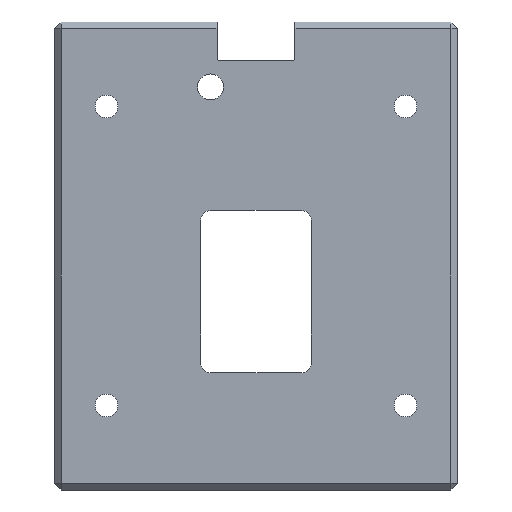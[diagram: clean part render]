
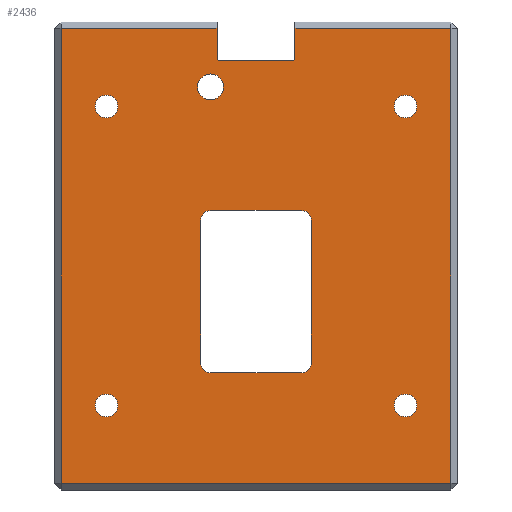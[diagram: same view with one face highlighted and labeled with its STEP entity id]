
A CAD part, top view. The second image highlights one B-rep face of the part: STEP entity #2436.
In plain terms, the highlighted planar face has unit normal (0, 0, 1).
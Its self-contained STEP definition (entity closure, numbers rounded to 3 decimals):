
#46=FACE_BOUND('',#253,.T.);
#47=FACE_BOUND('',#254,.T.);
#48=FACE_BOUND('',#255,.T.);
#49=FACE_BOUND('',#256,.T.);
#50=FACE_BOUND('',#257,.T.);
#51=FACE_BOUND('',#258,.T.);
#68=CIRCLE('',#2592,0.5);
#69=CIRCLE('',#2593,0.5);
#70=CIRCLE('',#2594,1.75);
#71=CIRCLE('',#2595,1.75);
#72=CIRCLE('',#2596,1.5);
#73=CIRCLE('',#2597,1.5);
#74=CIRCLE('',#2598,1.5);
#75=CIRCLE('',#2599,1.5);
#76=CIRCLE('',#2600,2.);
#77=CIRCLE('',#2601,2.);
#78=CIRCLE('',#2602,1.75);
#79=CIRCLE('',#2603,1.75);
#80=CIRCLE('',#2604,1.75);
#81=CIRCLE('',#2605,1.75);
#82=CIRCLE('',#2606,1.75);
#83=CIRCLE('',#2607,1.75);
#117=FACE_OUTER_BOUND('',#252,.T.);
#252=EDGE_LOOP('',(#1613,#1614,#1615,#1616,#1617,#1618,#1619,#1620,#1621,
#1622));
#253=EDGE_LOOP('',(#1623,#1624));
#254=EDGE_LOOP('',(#1625,#1626,#1627,#1628,#1629,#1630,#1631,#1632));
#255=EDGE_LOOP('',(#1633,#1634));
#256=EDGE_LOOP('',(#1635,#1636));
#257=EDGE_LOOP('',(#1637,#1638));
#258=EDGE_LOOP('',(#1639,#1640));
#408=LINE('',#3472,#711);
#416=LINE('',#3488,#719);
#417=LINE('',#3490,#720);
#418=LINE('',#3492,#721);
#419=LINE('',#3494,#722);
#420=LINE('',#3496,#723);
#421=LINE('',#3498,#724);
#422=LINE('',#3502,#725);
#423=LINE('',#3512,#726);
#424=LINE('',#3516,#727);
#425=LINE('',#3520,#728);
#426=LINE('',#3523,#729);
#711=VECTOR('',#2785,1.);
#719=VECTOR('',#2795,1.);
#720=VECTOR('',#2796,1.);
#721=VECTOR('',#2797,1.);
#722=VECTOR('',#2798,1.);
#723=VECTOR('',#2799,1.);
#724=VECTOR('',#2800,1.);
#725=VECTOR('',#2803,1.);
#726=VECTOR('',#2812,1.);
#727=VECTOR('',#2815,1.);
#728=VECTOR('',#2818,1.);
#729=VECTOR('',#2821,1.);
#1014=VERTEX_POINT('',#3470);
#1015=VERTEX_POINT('',#3471);
#1022=VERTEX_POINT('',#3487);
#1023=VERTEX_POINT('',#3489);
#1024=VERTEX_POINT('',#3491);
#1025=VERTEX_POINT('',#3493);
#1026=VERTEX_POINT('',#3495);
#1027=VERTEX_POINT('',#3497);
#1028=VERTEX_POINT('',#3499);
#1029=VERTEX_POINT('',#3501);
#1030=VERTEX_POINT('',#3504);
#1031=VERTEX_POINT('',#3505);
#1032=VERTEX_POINT('',#3508);
#1033=VERTEX_POINT('',#3509);
#1034=VERTEX_POINT('',#3511);
#1035=VERTEX_POINT('',#3513);
#1036=VERTEX_POINT('',#3515);
#1037=VERTEX_POINT('',#3517);
#1038=VERTEX_POINT('',#3519);
#1039=VERTEX_POINT('',#3521);
#1040=VERTEX_POINT('',#3524);
#1041=VERTEX_POINT('',#3525);
#1042=VERTEX_POINT('',#3528);
#1043=VERTEX_POINT('',#3529);
#1044=VERTEX_POINT('',#3532);
#1045=VERTEX_POINT('',#3533);
#1046=VERTEX_POINT('',#3536);
#1047=VERTEX_POINT('',#3537);
#1246=EDGE_CURVE('',#1014,#1015,#408,.T.);
#1254=EDGE_CURVE('',#1022,#1015,#416,.T.);
#1255=EDGE_CURVE('',#1023,#1022,#417,.T.);
#1256=EDGE_CURVE('',#1023,#1024,#418,.T.);
#1257=EDGE_CURVE('',#1024,#1025,#419,.T.);
#1258=EDGE_CURVE('',#1026,#1025,#420,.T.);
#1259=EDGE_CURVE('',#1027,#1026,#421,.T.);
#1260=EDGE_CURVE('',#1027,#1028,#68,.T.);
#1261=EDGE_CURVE('',#1028,#1029,#422,.T.);
#1262=EDGE_CURVE('',#1014,#1029,#69,.T.);
#1263=EDGE_CURVE('',#1030,#1031,#70,.T.);
#1264=EDGE_CURVE('',#1031,#1030,#71,.T.);
#1265=EDGE_CURVE('',#1032,#1033,#72,.T.);
#1266=EDGE_CURVE('',#1032,#1034,#423,.T.);
#1267=EDGE_CURVE('',#1035,#1034,#73,.T.);
#1268=EDGE_CURVE('',#1035,#1036,#424,.T.);
#1269=EDGE_CURVE('',#1037,#1036,#74,.T.);
#1270=EDGE_CURVE('',#1037,#1038,#425,.T.);
#1271=EDGE_CURVE('',#1039,#1038,#75,.T.);
#1272=EDGE_CURVE('',#1039,#1033,#426,.T.);
#1273=EDGE_CURVE('',#1040,#1041,#76,.T.);
#1274=EDGE_CURVE('',#1041,#1040,#77,.T.);
#1275=EDGE_CURVE('',#1042,#1043,#78,.T.);
#1276=EDGE_CURVE('',#1043,#1042,#79,.T.);
#1277=EDGE_CURVE('',#1044,#1045,#80,.T.);
#1278=EDGE_CURVE('',#1045,#1044,#81,.T.);
#1279=EDGE_CURVE('',#1046,#1047,#82,.T.);
#1280=EDGE_CURVE('',#1047,#1046,#83,.T.);
#1613=ORIENTED_EDGE('',*,*,#1246,.T.);
#1614=ORIENTED_EDGE('',*,*,#1254,.F.);
#1615=ORIENTED_EDGE('',*,*,#1255,.F.);
#1616=ORIENTED_EDGE('',*,*,#1256,.T.);
#1617=ORIENTED_EDGE('',*,*,#1257,.T.);
#1618=ORIENTED_EDGE('',*,*,#1258,.F.);
#1619=ORIENTED_EDGE('',*,*,#1259,.F.);
#1620=ORIENTED_EDGE('',*,*,#1260,.T.);
#1621=ORIENTED_EDGE('',*,*,#1261,.T.);
#1622=ORIENTED_EDGE('',*,*,#1262,.F.);
#1623=ORIENTED_EDGE('',*,*,#1263,.F.);
#1624=ORIENTED_EDGE('',*,*,#1264,.F.);
#1625=ORIENTED_EDGE('',*,*,#1265,.F.);
#1626=ORIENTED_EDGE('',*,*,#1266,.T.);
#1627=ORIENTED_EDGE('',*,*,#1267,.F.);
#1628=ORIENTED_EDGE('',*,*,#1268,.T.);
#1629=ORIENTED_EDGE('',*,*,#1269,.F.);
#1630=ORIENTED_EDGE('',*,*,#1270,.T.);
#1631=ORIENTED_EDGE('',*,*,#1271,.F.);
#1632=ORIENTED_EDGE('',*,*,#1272,.T.);
#1633=ORIENTED_EDGE('',*,*,#1273,.F.);
#1634=ORIENTED_EDGE('',*,*,#1274,.F.);
#1635=ORIENTED_EDGE('',*,*,#1275,.F.);
#1636=ORIENTED_EDGE('',*,*,#1276,.F.);
#1637=ORIENTED_EDGE('',*,*,#1277,.F.);
#1638=ORIENTED_EDGE('',*,*,#1278,.F.);
#1639=ORIENTED_EDGE('',*,*,#1279,.F.);
#1640=ORIENTED_EDGE('',*,*,#1280,.F.);
#2324=PLANE('',#2591);
#2436=ADVANCED_FACE('',(#117,#46,#47,#48,#49,#50,#51),#2324,.T.);
#2591=AXIS2_PLACEMENT_3D('',#3486,#2793,#2794);
#2592=AXIS2_PLACEMENT_3D('',#3500,#2801,#2802);
#2593=AXIS2_PLACEMENT_3D('',#3503,#2804,#2805);
#2594=AXIS2_PLACEMENT_3D('',#3506,#2806,#2807);
#2595=AXIS2_PLACEMENT_3D('',#3507,#2808,#2809);
#2596=AXIS2_PLACEMENT_3D('',#3510,#2810,#2811);
#2597=AXIS2_PLACEMENT_3D('',#3514,#2813,#2814);
#2598=AXIS2_PLACEMENT_3D('',#3518,#2816,#2817);
#2599=AXIS2_PLACEMENT_3D('',#3522,#2819,#2820);
#2600=AXIS2_PLACEMENT_3D('',#3526,#2822,#2823);
#2601=AXIS2_PLACEMENT_3D('',#3527,#2824,#2825);
#2602=AXIS2_PLACEMENT_3D('',#3530,#2826,#2827);
#2603=AXIS2_PLACEMENT_3D('',#3531,#2828,#2829);
#2604=AXIS2_PLACEMENT_3D('',#3534,#2830,#2831);
#2605=AXIS2_PLACEMENT_3D('',#3535,#2832,#2833);
#2606=AXIS2_PLACEMENT_3D('',#3538,#2834,#2835);
#2607=AXIS2_PLACEMENT_3D('',#3539,#2836,#2837);
#2785=DIRECTION('',(0.,1.,0.));
#2793=DIRECTION('center_axis',(0.,0.,1.));
#2794=DIRECTION('ref_axis',(1.,0.,0.));
#2795=DIRECTION('',(1.,0.,0.));
#2796=DIRECTION('',(0.,1.,0.));
#2797=DIRECTION('',(1.,0.,0.));
#2798=DIRECTION('',(0.,1.,0.));
#2799=DIRECTION('',(1.,0.,0.));
#2800=DIRECTION('',(0.,1.,0.));
#2801=DIRECTION('center_axis',(0.,0.,-1.));
#2802=DIRECTION('ref_axis',(0.,-1.,0.));
#2803=DIRECTION('',(-1.,0.,0.));
#2804=DIRECTION('center_axis',(0.,0.,1.));
#2805=DIRECTION('ref_axis',(0.,-1.,0.));
#2806=DIRECTION('center_axis',(0.,0.,1.));
#2807=DIRECTION('ref_axis',(1.,0.,0.));
#2808=DIRECTION('center_axis',(0.,0.,1.));
#2809=DIRECTION('ref_axis',(1.,0.,0.));
#2810=DIRECTION('center_axis',(0.,0.,1.));
#2811=DIRECTION('ref_axis',(1.,0.,0.));
#2812=DIRECTION('',(-1.,0.,0.));
#2813=DIRECTION('center_axis',(0.,0.,1.));
#2814=DIRECTION('ref_axis',(1.,0.,0.));
#2815=DIRECTION('',(0.,1.,0.));
#2816=DIRECTION('center_axis',(0.,0.,1.));
#2817=DIRECTION('ref_axis',(1.,0.,0.));
#2818=DIRECTION('',(1.,0.,0.));
#2819=DIRECTION('center_axis',(0.,0.,1.));
#2820=DIRECTION('ref_axis',(1.,0.,0.));
#2821=DIRECTION('',(0.,-1.,0.));
#2822=DIRECTION('center_axis',(0.,0.,1.));
#2823=DIRECTION('ref_axis',(1.,0.,0.));
#2824=DIRECTION('center_axis',(0.,0.,1.));
#2825=DIRECTION('ref_axis',(1.,0.,0.));
#2826=DIRECTION('center_axis',(0.,0.,1.));
#2827=DIRECTION('ref_axis',(1.,0.,0.));
#2828=DIRECTION('center_axis',(0.,0.,1.));
#2829=DIRECTION('ref_axis',(1.,0.,0.));
#2830=DIRECTION('center_axis',(0.,0.,1.));
#2831=DIRECTION('ref_axis',(1.,0.,0.));
#2832=DIRECTION('center_axis',(0.,0.,1.));
#2833=DIRECTION('ref_axis',(1.,0.,0.));
#2834=DIRECTION('center_axis',(0.,0.,1.));
#2835=DIRECTION('ref_axis',(1.,0.,0.));
#2836=DIRECTION('center_axis',(0.,0.,1.));
#2837=DIRECTION('ref_axis',(1.,0.,0.));
#3470=CARTESIAN_POINT('',(-6.,30.5,29.));
#3471=CARTESIAN_POINT('',(-6.,35.,29.));
#3472=CARTESIAN_POINT('',(-6.,-3.,29.));
#3486=CARTESIAN_POINT('Origin',(-31.,-36.,29.));
#3487=CARTESIAN_POINT('',(-30.,35.,29.));
#3488=CARTESIAN_POINT('',(-31.,35.,29.));
#3489=CARTESIAN_POINT('',(-30.,-35.,29.));
#3490=CARTESIAN_POINT('',(-30.,-36.,29.));
#3491=CARTESIAN_POINT('',(30.,-35.,29.));
#3492=CARTESIAN_POINT('',(-31.,-35.,29.));
#3493=CARTESIAN_POINT('',(30.,35.,29.));
#3494=CARTESIAN_POINT('',(30.,-36.,29.));
#3495=CARTESIAN_POINT('',(6.,35.,29.));
#3496=CARTESIAN_POINT('',(-31.,35.,29.));
#3497=CARTESIAN_POINT('',(6.,30.5,29.));
#3498=CARTESIAN_POINT('',(6.,-3.,29.));
#3499=CARTESIAN_POINT('',(5.5,30.,29.));
#3500=CARTESIAN_POINT('Origin',(5.5,30.5,29.));
#3501=CARTESIAN_POINT('',(-5.5,30.,29.));
#3502=CARTESIAN_POINT('',(-18.5,30.,29.));
#3503=CARTESIAN_POINT('Origin',(-5.5,30.5,29.));
#3504=CARTESIAN_POINT('',(24.75,-23.,29.));
#3505=CARTESIAN_POINT('',(21.25,-23.,29.));
#3506=CARTESIAN_POINT('Origin',(23.,-23.,29.));
#3507=CARTESIAN_POINT('Origin',(23.,-23.,29.));
#3508=CARTESIAN_POINT('',(7.,-18.,29.));
#3509=CARTESIAN_POINT('',(8.5,-16.5,29.));
#3510=CARTESIAN_POINT('Origin',(7.,-16.5,29.));
#3511=CARTESIAN_POINT('',(-7.,-18.,29.));
#3512=CARTESIAN_POINT('',(-12.,-18.,29.));
#3513=CARTESIAN_POINT('',(-8.5,-16.5,29.));
#3514=CARTESIAN_POINT('Origin',(-7.,-16.5,29.));
#3515=CARTESIAN_POINT('',(-8.5,5.5,29.));
#3516=CARTESIAN_POINT('',(-8.5,-26.25,29.));
#3517=CARTESIAN_POINT('',(-7.,7.,29.));
#3518=CARTESIAN_POINT('Origin',(-7.,5.5,29.));
#3519=CARTESIAN_POINT('',(7.,7.,29.));
#3520=CARTESIAN_POINT('',(-19.,7.,29.));
#3521=CARTESIAN_POINT('',(8.5,5.5,29.));
#3522=CARTESIAN_POINT('Origin',(7.,5.5,29.));
#3523=CARTESIAN_POINT('',(8.5,-15.25,29.));
#3524=CARTESIAN_POINT('',(-5.,26.,29.));
#3525=CARTESIAN_POINT('',(-9.,26.,29.));
#3526=CARTESIAN_POINT('Origin',(-7.,26.,29.));
#3527=CARTESIAN_POINT('Origin',(-7.,26.,29.));
#3528=CARTESIAN_POINT('',(24.75,23.,29.));
#3529=CARTESIAN_POINT('',(21.25,23.,29.));
#3530=CARTESIAN_POINT('Origin',(23.,23.,29.));
#3531=CARTESIAN_POINT('Origin',(23.,23.,29.));
#3532=CARTESIAN_POINT('',(-21.25,23.,29.));
#3533=CARTESIAN_POINT('',(-24.75,23.,29.));
#3534=CARTESIAN_POINT('Origin',(-23.,23.,29.));
#3535=CARTESIAN_POINT('Origin',(-23.,23.,29.));
#3536=CARTESIAN_POINT('',(-21.25,-23.,29.));
#3537=CARTESIAN_POINT('',(-24.75,-23.,29.));
#3538=CARTESIAN_POINT('Origin',(-23.,-23.,29.));
#3539=CARTESIAN_POINT('Origin',(-23.,-23.,29.));
